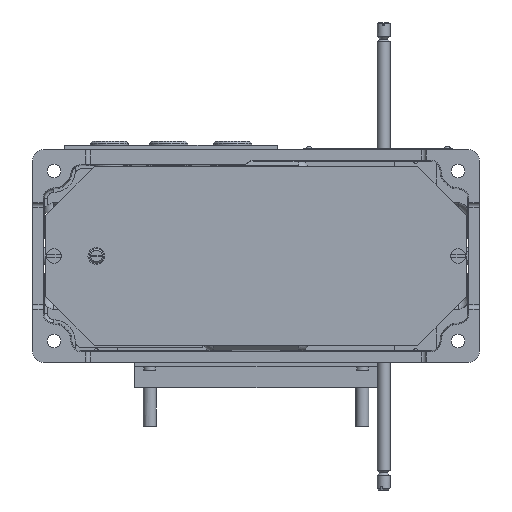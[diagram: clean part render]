
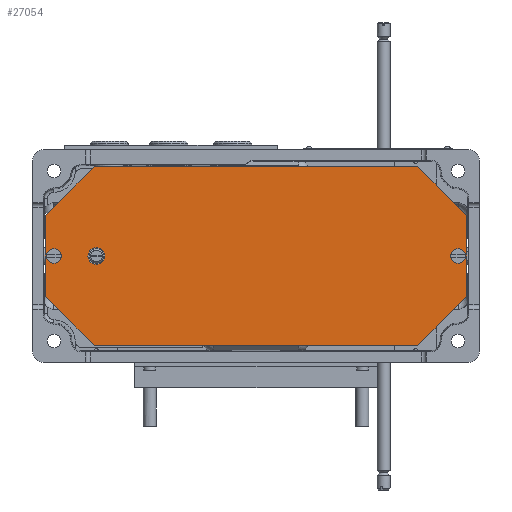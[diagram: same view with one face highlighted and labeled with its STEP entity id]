
A CAD part, front view. The second image highlights one B-rep face of the part: STEP entity #27054.
In plain terms, the highlighted planar face has unit normal (0, -1, 0).
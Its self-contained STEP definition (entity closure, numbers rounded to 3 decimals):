
#1748 = VECTOR ( 'NONE', #5222, 1000. ) ;
#2430 = VERTEX_POINT ( 'NONE', #26277 ) ;
#3207 = ORIENTED_EDGE ( 'NONE', *, *, #35801, .F. ) ;
#4735 = EDGE_CURVE ( 'NONE', #59259, #59259, #28032, .T. ) ;
#5222 = DIRECTION ( 'NONE',  ( 0.707, 0., -0.707 ) ) ;
#5282 = VERTEX_POINT ( 'NONE', #10108 ) ;
#5304 = CARTESIAN_POINT ( 'NONE',  ( 95., 3., 2.15 ) ) ;
#6226 = VERTEX_POINT ( 'NONE', #7876 ) ;
#6322 = VECTOR ( 'NONE', #13811, 1000. ) ;
#6349 = DIRECTION ( 'NONE',  ( 0., 1., 0. ) ) ;
#7634 = CIRCLE ( 'NONE', #55775, 4. ) ;
#7691 = DIRECTION ( 'NONE',  ( 0., 0., -1. ) ) ;
#7876 = CARTESIAN_POINT ( 'NONE',  ( 76., 3., -42. ) ) ;
#8669 = VECTOR ( 'NONE', #38714, 1000. ) ;
#8836 = EDGE_LOOP ( 'NONE', ( #10070 ) ) ;
#8985 = AXIS2_PLACEMENT_3D ( 'NONE', #56085, #61062, #32726 ) ;
#9181 = ORIENTED_EDGE ( 'NONE', *, *, #4735, .T. ) ;
#10070 = ORIENTED_EDGE ( 'NONE', *, *, #54459, .T. ) ;
#10108 = CARTESIAN_POINT ( 'NONE',  ( -99., 3., 19. ) ) ;
#10972 = VERTEX_POINT ( 'NONE', #42888 ) ;
#11013 = VERTEX_POINT ( 'NONE', #44553 ) ;
#11959 = VERTEX_POINT ( 'NONE', #33872 ) ;
#12283 = CARTESIAN_POINT ( 'NONE',  ( -99., 3., -19. ) ) ;
#12287 = ORIENTED_EDGE ( 'NONE', *, *, #41374, .F. ) ;
#13364 = VECTOR ( 'NONE', #17057, 1000. ) ;
#13811 = DIRECTION ( 'NONE',  ( 0.707, 0., 0.707 ) ) ;
#13820 = VECTOR ( 'NONE', #40822, 1000. ) ;
#14015 = CARTESIAN_POINT ( 'NONE',  ( -76., 3., -42. ) ) ;
#15374 = CARTESIAN_POINT ( 'NONE',  ( 99., 3., -19. ) ) ;
#16005 = EDGE_CURVE ( 'NONE', #5282, #11959, #31509, .T. ) ;
#17057 = DIRECTION ( 'NONE',  ( -0.707, 0., 0.707 ) ) ;
#17331 = VERTEX_POINT ( 'NONE', #15374 ) ;
#18839 = AXIS2_PLACEMENT_3D ( 'NONE', #28205, #61296, #32965 ) ;
#19037 = EDGE_CURVE ( 'NONE', #37772, #11013, #38503, .T. ) ;
#19314 = CARTESIAN_POINT ( 'NONE',  ( 76., 3., 42. ) ) ;
#20314 = LINE ( 'NONE', #19314, #1748 ) ;
#23069 = CARTESIAN_POINT ( 'NONE',  ( -95., 3., 2.15 ) ) ;
#24332 = CARTESIAN_POINT ( 'NONE',  ( -75., 3., 0. ) ) ;
#25036 = VERTEX_POINT ( 'NONE', #30807 ) ;
#25058 = VECTOR ( 'NONE', #44866, 1000. ) ;
#25543 = CARTESIAN_POINT ( 'NONE',  ( 76., 3., -42. ) ) ;
#26277 = CARTESIAN_POINT ( 'NONE',  ( 99., 3., 19. ) ) ;
#27054 = ADVANCED_FACE ( 'NONE', ( #33345, #45998, #57063, #58555 ), #56293, .T. ) ;
#28010 = ORIENTED_EDGE ( 'NONE', *, *, #53934, .F. ) ;
#28032 = CIRCLE ( 'NONE', #18839, 2.15 ) ;
#28205 = CARTESIAN_POINT ( 'NONE',  ( 95., 3., 0. ) ) ;
#28252 = ORIENTED_EDGE ( 'NONE', *, *, #54912, .F. ) ;
#28402 = EDGE_LOOP ( 'NONE', ( #30101 ) ) ;
#28759 = VERTEX_POINT ( 'NONE', #23069 ) ;
#29083 = DIRECTION ( 'NONE',  ( 0., 0., 1. ) ) ;
#30101 = ORIENTED_EDGE ( 'NONE', *, *, #46038, .T. ) ;
#30807 = CARTESIAN_POINT ( 'NONE',  ( 76., 3., 42. ) ) ;
#30854 = LINE ( 'NONE', #33949, #8669 ) ;
#31509 = LINE ( 'NONE', #32630, #6322 ) ;
#32630 = CARTESIAN_POINT ( 'NONE',  ( -99., 3., 19. ) ) ;
#32726 = DIRECTION ( 'NONE',  ( 0., 0., -1. ) ) ;
#32965 = DIRECTION ( 'NONE',  ( 0., 0., 1. ) ) ;
#33345 = FACE_BOUND ( 'NONE', #8836, .T. ) ;
#33872 = CARTESIAN_POINT ( 'NONE',  ( -76., 3., 42. ) ) ;
#33949 = CARTESIAN_POINT ( 'NONE',  ( -76., 3., 42. ) ) ;
#34697 = CARTESIAN_POINT ( 'NONE',  ( -95., 3., 0. ) ) ;
#35069 = LINE ( 'NONE', #40814, #57255 ) ;
#35657 = CARTESIAN_POINT ( 'NONE',  ( -76., 3., -42. ) ) ;
#35801 = EDGE_CURVE ( 'NONE', #11013, #5282, #39109, .T. ) ;
#35934 = LINE ( 'NONE', #25543, #55988 ) ;
#37772 = VERTEX_POINT ( 'NONE', #14015 ) ;
#37976 = EDGE_CURVE ( 'NONE', #17331, #6226, #35934, .T. ) ;
#38503 = LINE ( 'NONE', #12283, #13364 ) ;
#38714 = DIRECTION ( 'NONE',  ( 1., 0., 0. ) ) ;
#39109 = LINE ( 'NONE', #40110, #25058 ) ;
#39454 = DIRECTION ( 'NONE',  ( 0., 0., 1. ) ) ;
#40110 = CARTESIAN_POINT ( 'NONE',  ( -99., 3., -19. ) ) ;
#40814 = CARTESIAN_POINT ( 'NONE',  ( 99., 3., -19. ) ) ;
#40822 = DIRECTION ( 'NONE',  ( -1., 0., 0. ) ) ;
#41123 = ORIENTED_EDGE ( 'NONE', *, *, #46680, .F. ) ;
#41374 = EDGE_CURVE ( 'NONE', #11959, #25036, #30854, .T. ) ;
#42630 = ORIENTED_EDGE ( 'NONE', *, *, #37976, .F. ) ;
#42888 = CARTESIAN_POINT ( 'NONE',  ( -75., 3., 4. ) ) ;
#44108 = CIRCLE ( 'NONE', #52887, 2.15 ) ;
#44553 = CARTESIAN_POINT ( 'NONE',  ( -99., 3., -19. ) ) ;
#44866 = DIRECTION ( 'NONE',  ( 0., 0., 1. ) ) ;
#45998 = FACE_OUTER_BOUND ( 'NONE', #48674, .T. ) ;
#46038 = EDGE_CURVE ( 'NONE', #28759, #28759, #44108, .T. ) ;
#46680 = EDGE_CURVE ( 'NONE', #6226, #37772, #53137, .T. ) ;
#48674 = EDGE_LOOP ( 'NONE', ( #48821, #41123, #42630, #28010, #28252, #12287, #60094, #3207 ) ) ;
#48821 = ORIENTED_EDGE ( 'NONE', *, *, #19037, .F. ) ;
#49325 = DIRECTION ( 'NONE',  ( -0.707, 0., -0.707 ) ) ;
#52887 = AXIS2_PLACEMENT_3D ( 'NONE', #34697, #6349, #39454 ) ;
#53137 = LINE ( 'NONE', #35657, #13820 ) ;
#53934 = EDGE_CURVE ( 'NONE', #2430, #17331, #35069, .T. ) ;
#54027 = EDGE_LOOP ( 'NONE', ( #9181 ) ) ;
#54459 = EDGE_CURVE ( 'NONE', #10972, #10972, #7634, .T. ) ;
#54912 = EDGE_CURVE ( 'NONE', #25036, #2430, #20314, .T. ) ;
#55775 = AXIS2_PLACEMENT_3D ( 'NONE', #24332, #57400, #29083 ) ;
#55988 = VECTOR ( 'NONE', #49325, 1000. ) ;
#56085 = CARTESIAN_POINT ( 'NONE',  ( 0., 3., -118. ) ) ;
#56293 = PLANE ( 'NONE',  #8985 ) ;
#57063 = FACE_BOUND ( 'NONE', #28402, .T. ) ;
#57255 = VECTOR ( 'NONE', #7691, 1000. ) ;
#57400 = DIRECTION ( 'NONE',  ( 0., 1., 0. ) ) ;
#58555 = FACE_BOUND ( 'NONE', #54027, .T. ) ;
#59259 = VERTEX_POINT ( 'NONE', #5304 ) ;
#60094 = ORIENTED_EDGE ( 'NONE', *, *, #16005, .F. ) ;
#61062 = DIRECTION ( 'NONE',  ( 0., -1., 0. ) ) ;
#61296 = DIRECTION ( 'NONE',  ( 0., 1., 0. ) ) ;
